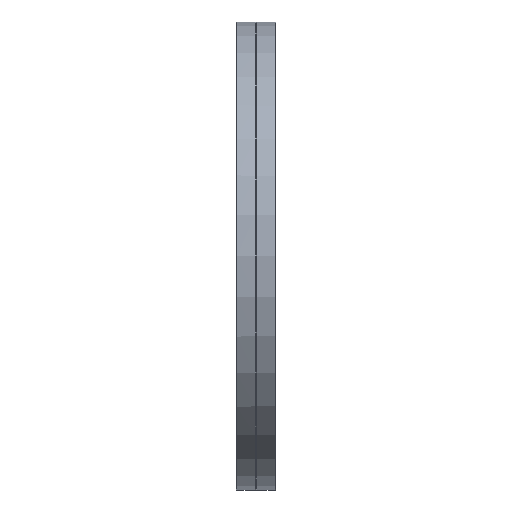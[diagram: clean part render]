
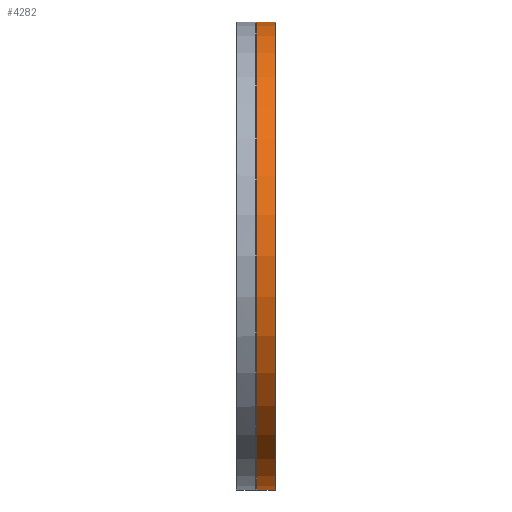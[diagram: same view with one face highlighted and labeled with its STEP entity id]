
A CAD part, left-side view. The second image highlights one B-rep face of the part: STEP entity #4282.
In plain terms, the highlighted cylindrical face has radius 152 mm (diameter 304 mm), a full revolution.
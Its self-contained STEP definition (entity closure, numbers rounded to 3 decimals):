
#355=CYLINDRICAL_SURFACE('',#4642,152.);
#436=FACE_OUTER_BOUND('',#724,.T.);
#724=EDGE_LOOP('',(#3069,#3070,#3071,#3072,#3073,#3074,#3075));
#1003=LINE('',#6433,#1242);
#1242=VECTOR('',#5284,152.);
#1512=CIRCLE('',#4604,152.);
#1513=CIRCLE('',#4605,152.);
#1549=CIRCLE('',#4643,152.);
#1550=CIRCLE('',#4644,152.);
#1551=CIRCLE('',#4645,152.);
#1806=VERTEX_POINT('',#6350);
#1807=VERTEX_POINT('',#6351);
#1843=VERTEX_POINT('',#6427);
#1844=VERTEX_POINT('',#6428);
#1845=VERTEX_POINT('',#6430);
#2271=EDGE_CURVE('',#1806,#1807,#1512,.T.);
#2272=EDGE_CURVE('',#1807,#1806,#1513,.T.);
#2309=EDGE_CURVE('',#1843,#1844,#1549,.T.);
#2310=EDGE_CURVE('',#1845,#1843,#1550,.T.);
#2311=EDGE_CURVE('',#1844,#1845,#1551,.T.);
#2312=EDGE_CURVE('',#1844,#1807,#1003,.T.);
#3069=ORIENTED_EDGE('',*,*,#2309,.F.);
#3070=ORIENTED_EDGE('',*,*,#2310,.F.);
#3071=ORIENTED_EDGE('',*,*,#2311,.F.);
#3072=ORIENTED_EDGE('',*,*,#2312,.T.);
#3073=ORIENTED_EDGE('',*,*,#2271,.F.);
#3074=ORIENTED_EDGE('',*,*,#2272,.F.);
#3075=ORIENTED_EDGE('',*,*,#2312,.F.);
#4282=ADVANCED_FACE('',(#436),#355,.T.);
#4604=AXIS2_PLACEMENT_3D('',#6352,#5199,#5200);
#4605=AXIS2_PLACEMENT_3D('',#6353,#5201,#5202);
#4642=AXIS2_PLACEMENT_3D('',#6426,#5276,#5277);
#4643=AXIS2_PLACEMENT_3D('',#6429,#5278,#5279);
#4644=AXIS2_PLACEMENT_3D('',#6431,#5280,#5281);
#4645=AXIS2_PLACEMENT_3D('',#6432,#5282,#5283);
#5199=DIRECTION('center_axis',(0.,-1.,0.));
#5200=DIRECTION('ref_axis',(1.,0.,0.));
#5201=DIRECTION('center_axis',(0.,-1.,0.));
#5202=DIRECTION('ref_axis',(1.,0.,0.));
#5276=DIRECTION('center_axis',(0.,1.,0.));
#5277=DIRECTION('ref_axis',(-1.,0.,0.));
#5278=DIRECTION('center_axis',(0.,1.,0.));
#5279=DIRECTION('ref_axis',(1.,0.,0.));
#5280=DIRECTION('center_axis',(0.,1.,0.));
#5281=DIRECTION('ref_axis',(1.,0.,0.));
#5282=DIRECTION('center_axis',(0.,1.,0.));
#5283=DIRECTION('ref_axis',(1.,0.,0.));
#5284=DIRECTION('',(0.,-1.,0.));
#6350=CARTESIAN_POINT('',(-152.,0.5,0.));
#6351=CARTESIAN_POINT('',(152.,0.5,0.));
#6352=CARTESIAN_POINT('Origin',(0.,0.5,0.));
#6353=CARTESIAN_POINT('Origin',(0.,0.5,0.));
#6426=CARTESIAN_POINT('Origin',(0.,6.231,0.));
#6427=CARTESIAN_POINT('',(-152.,12.463,0.));
#6428=CARTESIAN_POINT('',(152.,12.463,0.));
#6429=CARTESIAN_POINT('Origin',(0.,12.463,0.));
#6430=CARTESIAN_POINT('',(0.,12.463,-152.));
#6431=CARTESIAN_POINT('Origin',(0.,12.463,0.));
#6432=CARTESIAN_POINT('Origin',(0.,12.463,0.));
#6433=CARTESIAN_POINT('',(152.,6.231,0.));
